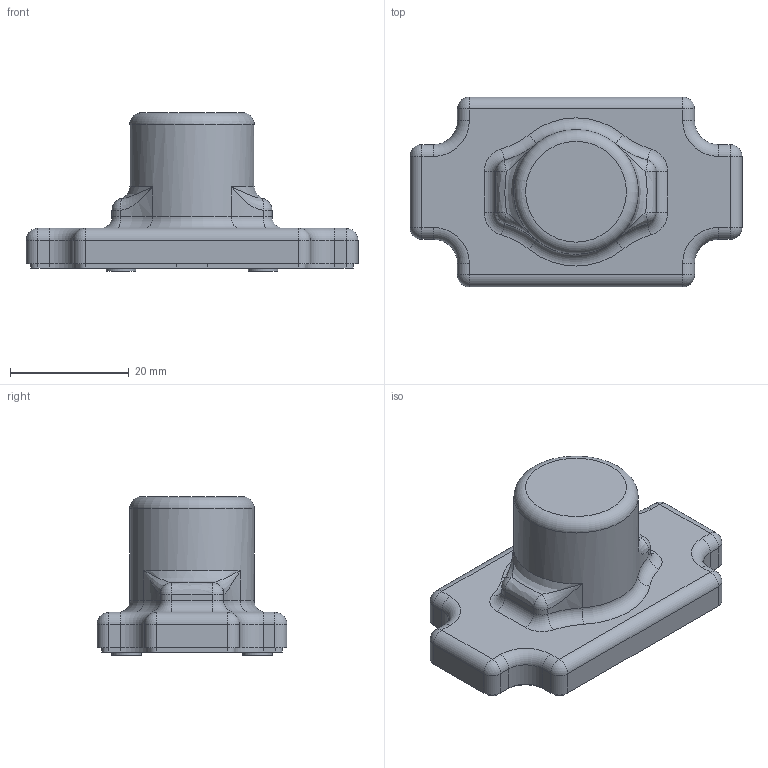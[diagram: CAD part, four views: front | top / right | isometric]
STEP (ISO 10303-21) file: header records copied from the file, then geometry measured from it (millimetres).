
FILE_DESCRIPTION(/* description */ (''),/* implementation_level */ '2;1');
FILE_NAME(/* name */ '45-0217.stp',/* time_stamp */ '2014-07-24T10:21:24-04:00',/* author */ ('Justin'),/* organization */ (''),/* preprocessor_version */ 'ST-DEVELOPER v15.6',/* originating_system */ 'Autodesk Inventor 2015',/* authorisation */ '');
FILE_SCHEMA (('AUTOMOTIVE_DESIGN { 1 0 10303 214 3 1 1 }'));
Length unit declared in the file: millimetre
Products named in the file (1): 45-0217
Bounding box: 56 x 32 x 26.75 mm (x, y, z)
Volume: 5418.4 mm3; surface area: 7426.7 mm2
Topology: 1 solids, 1 shells, 236 faces, 554 edges, 318 vertices
Faces by surface type: cylinder 90, plane 60, torus 38, bspline 24, sphere 24
Full cylindrical faces by diameter (mm): 1.85 x4, 5 x4, 18 x1, 21 x1
Entity records: 7989 total; most frequent: CARTESIAN_POINT 2706, DIRECTION 1162, ORIENTED_EDGE 1056, EDGE_CURVE 528, AXIS2_PLACEMENT_3D 473, VERTEX_POINT 312, CIRCLE 260, EDGE_LOOP 254
